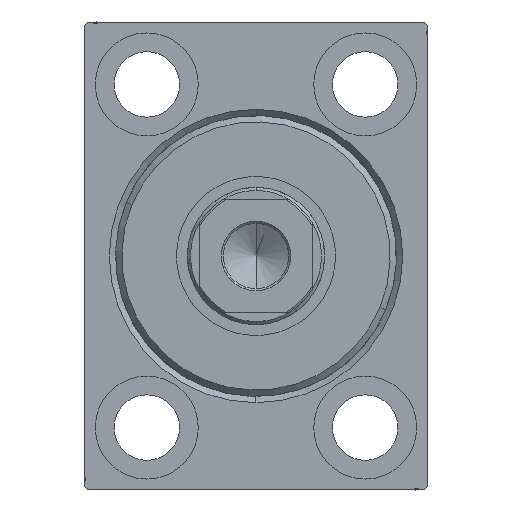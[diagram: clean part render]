
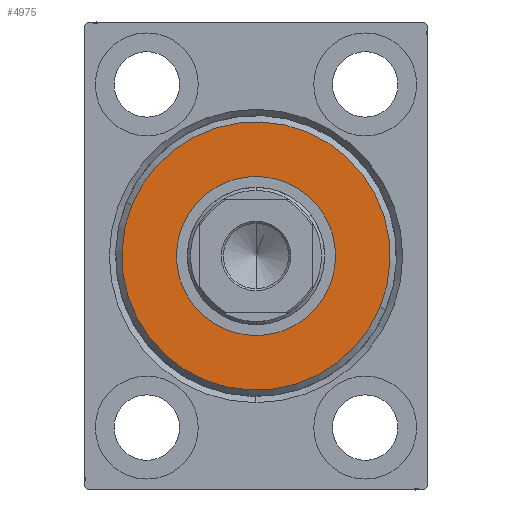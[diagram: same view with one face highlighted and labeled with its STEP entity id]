
A CAD part, left-side view. The second image highlights one B-rep face of the part: STEP entity #4975.
In plain terms, the highlighted face is planar.
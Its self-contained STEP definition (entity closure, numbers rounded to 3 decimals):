
#511 = CARTESIAN_POINT ( 'NONE',  ( 3., 0., 0. ) ) ;
#550 = CARTESIAN_POINT ( 'NONE',  ( 3., 0., 21.5 ) ) ;
#1562 = DIRECTION ( 'NONE',  ( 1., 0., 0. ) ) ;
#2989 = CARTESIAN_POINT ( 'NONE',  ( 3., 0., 0. ) ) ;
#4165 = EDGE_LOOP ( 'NONE', ( #12463, #13734 ) ) ;
#4975 = ADVANCED_FACE ( 'NONE', ( #17103, #40440 ), #33833, .T. ) ;
#8218 = CIRCLE ( 'NONE', #35654, 21.5 ) ;
#9793 = EDGE_CURVE ( 'NONE', #38865, #28073, #8218, .T. ) ;
#11074 = AXIS2_PLACEMENT_3D ( 'NONE', #31735, #1562, #15001 ) ;
#11993 = EDGE_CURVE ( 'NONE', #31117, #36819, #26596, .T. ) ;
#12463 = ORIENTED_EDGE ( 'NONE', *, *, #11993, .T. ) ;
#12589 = CARTESIAN_POINT ( 'NONE',  ( 3., 0., -21.5 ) ) ;
#13148 = CARTESIAN_POINT ( 'NONE',  ( 3., 0., 0. ) ) ;
#13734 = ORIENTED_EDGE ( 'NONE', *, *, #41375, .T. ) ;
#13785 = DIRECTION ( 'NONE',  ( 0., 0., -1. ) ) ;
#15001 = DIRECTION ( 'NONE',  ( 0., 0., -1. ) ) ;
#16394 = DIRECTION ( 'NONE',  ( 0., 0., -1. ) ) ;
#16650 = DIRECTION ( 'NONE',  ( -1., 0., 0. ) ) ;
#17043 = DIRECTION ( 'NONE',  ( -1., 0., 0. ) ) ;
#17103 = FACE_OUTER_BOUND ( 'NONE', #43153, .T. ) ;
#18364 = CARTESIAN_POINT ( 'NONE',  ( 3., 0., 0. ) ) ;
#18871 = CIRCLE ( 'NONE', #24484, 12.75 ) ;
#19982 = DIRECTION ( 'NONE',  ( 1., 0., 0. ) ) ;
#20970 = AXIS2_PLACEMENT_3D ( 'NONE', #511, #17043, #16394 ) ;
#23769 = CIRCLE ( 'NONE', #11074, 21.5 ) ;
#24484 = AXIS2_PLACEMENT_3D ( 'NONE', #2989, #16650, #26339 ) ;
#25482 = ORIENTED_EDGE ( 'NONE', *, *, #40790, .T. ) ;
#26339 = DIRECTION ( 'NONE',  ( 0., 0., -1. ) ) ;
#26596 = CIRCLE ( 'NONE', #20970, 12.75 ) ;
#28073 = VERTEX_POINT ( 'NONE', #12589 ) ;
#31117 = VERTEX_POINT ( 'NONE', #41127 ) ;
#31735 = CARTESIAN_POINT ( 'NONE',  ( 3., 0., 0. ) ) ;
#33833 = PLANE ( 'NONE',  #37623 ) ;
#33925 = ORIENTED_EDGE ( 'NONE', *, *, #9793, .T. ) ;
#35206 = CARTESIAN_POINT ( 'NONE',  ( 3., 0., -12.75 ) ) ;
#35654 = AXIS2_PLACEMENT_3D ( 'NONE', #18364, #41916, #35762 ) ;
#35762 = DIRECTION ( 'NONE',  ( 0., 0., -1. ) ) ;
#36819 = VERTEX_POINT ( 'NONE', #35206 ) ;
#37623 = AXIS2_PLACEMENT_3D ( 'NONE', #13148, #19982, #13785 ) ;
#38865 = VERTEX_POINT ( 'NONE', #550 ) ;
#40440 = FACE_BOUND ( 'NONE', #4165, .T. ) ;
#40790 = EDGE_CURVE ( 'NONE', #28073, #38865, #23769, .T. ) ;
#41127 = CARTESIAN_POINT ( 'NONE',  ( 3., 0., 12.75 ) ) ;
#41375 = EDGE_CURVE ( 'NONE', #36819, #31117, #18871, .T. ) ;
#41916 = DIRECTION ( 'NONE',  ( 1., 0., 0. ) ) ;
#43153 = EDGE_LOOP ( 'NONE', ( #33925, #25482 ) ) ;
